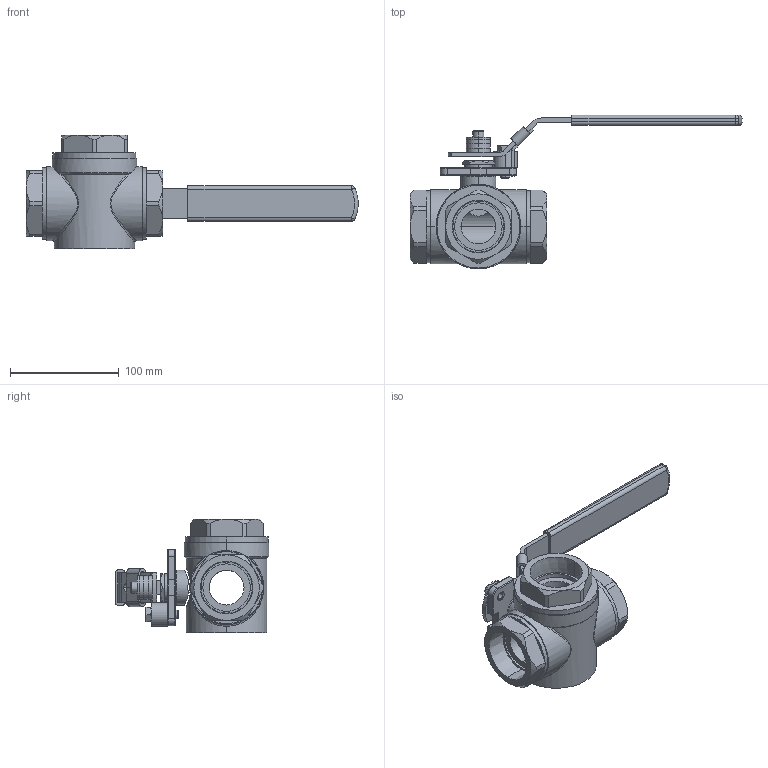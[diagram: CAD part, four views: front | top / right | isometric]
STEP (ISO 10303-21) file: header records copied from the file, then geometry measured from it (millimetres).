
FILE_DESCRIPTION (( 'STEP AP214' ), '1' );
FILE_NAME ('38-TH-0150-XXX.step', '2019-11-20T20:42:03', ( '' ), ( '' ), 'SwSTEP 2.0', 'SolidWorks 2019', '' );
FILE_SCHEMA (( 'AUTOMOTIVE_DESIGN' ));
Length unit declared in the file: inch
Products named in the file (2): 38-TH-0150-XXX
Bounding box: 305.25 x 141.48 x 104.52 mm (x, y, z)
Surface area: 109899.5 mm2 (no closed solid volume)
Topology: 0 solids, 17 shells, 357 faces, 912 edges, 560 vertices
Faces by surface type: plane 145, cylinder 134, cone 42, torus 28, bspline 4, sphere 4
Entity records: 17156 total; most frequent: CARTESIAN_POINT 4015, DIRECTION 1821, ORIENTED_EDGE 1669, EDGE_CURVE 906, AXIS2_PLACEMENT_3D 697, VERTEX_POINT 560, LINE 427, VECTOR 427
